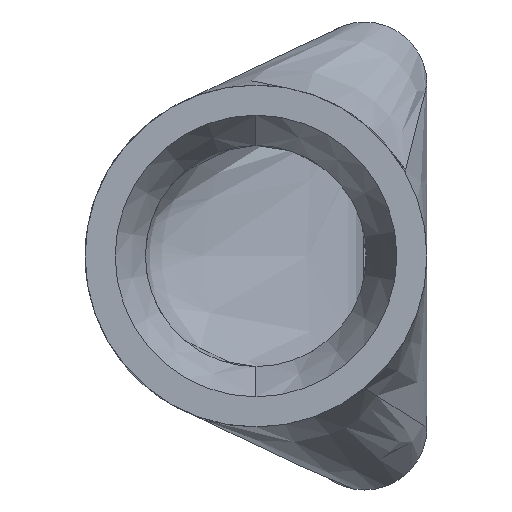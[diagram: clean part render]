
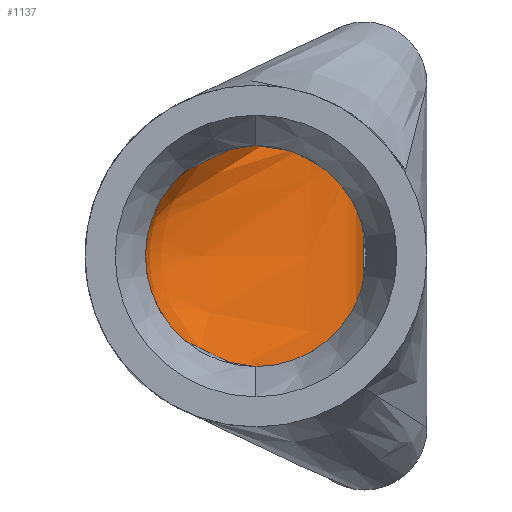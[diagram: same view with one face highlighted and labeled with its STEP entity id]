
A CAD part, left-side view. The second image highlights one B-rep face of the part: STEP entity #1137.
In plain terms, the highlighted free-form (B-spline) face has degree [3, 3] with [9, 4] control points.
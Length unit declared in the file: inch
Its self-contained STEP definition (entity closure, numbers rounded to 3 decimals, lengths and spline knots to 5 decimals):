
#2 = EDGE_CURVE ( 'NONE', #434, #191, #992, .T. ) ;
#20 = CARTESIAN_POINT ( 'NONE',  ( 1.4048, 0.1275, 0.3151 ) ) ;
#32 = CARTESIAN_POINT ( 'NONE',  ( 1.09375, 0.48488, -0.16968 ) ) ;
#40 = CARTESIAN_POINT ( 'NONE',  ( 1.5, 0.1275, 0.14323 ) ) ;
#41 = CARTESIAN_POINT ( 'NONE',  ( 1.5, 0.1275, -0.3151 ) ) ;
#52 = ORIENTED_EDGE ( 'NONE', *, *, #231, .F. ) ;
#61 = VERTEX_POINT ( 'NONE', #256 ) ;
#89 = EDGE_LOOP ( 'NONE', ( #750, #288, #476, #52 ) ) ;
#103 = CARTESIAN_POINT ( 'NONE',  ( 1.09375, 0.57128, 0.00001 ) ) ;
#117 = CARTESIAN_POINT ( 'NONE',  ( 1.09375, 0.55313, -0.0808 ) ) ;
#125 = CARTESIAN_POINT ( 'NONE',  ( 1.5, 0.1275, 0.14323 ) ) ;
#129 = CARTESIAN_POINT ( 'NONE',  ( 1.5, 0.1275, -0.34375 ) ) ;
#132 = B_SPLINE_CURVE_WITH_KNOTS ( 'NONE', 3,
 ( #129, #506, #866, #512, #607, #40, #415, #780, #872 ),
 .UNSPECIFIED., .F., .F.,
 ( 4, 1, 1, 1, 1, 1, 4 ),
 ( 0., 0.125, 0.25, 0.5, 0.75, 0.875, 1. ),
 .UNSPECIFIED. ) ;
#143 = CARTESIAN_POINT ( 'NONE',  ( 1.09375, 0.48488, -0.16969 ) ) ;
#191 = VERTEX_POINT ( 'NONE', #367 ) ;
#199 = CARTESIAN_POINT ( 'NONE',  ( 1.09375, 0.55314, 0.08078 ) ) ;
#202 = CARTESIAN_POINT ( 'NONE',  ( 1.09375, 0.51984, 0.13554 ) ) ;
#215 = CARTESIAN_POINT ( 'NONE',  ( 1.09375, 0.55314, 0.08078 ) ) ;
#231 = EDGE_CURVE ( 'NONE', #61, #406, #346, .T. ) ;
#233 = CARTESIAN_POINT ( 'NONE',  ( 1.5, 0.1275, 0.34375 ) ) ;
#242 = CARTESIAN_POINT ( 'NONE',  ( 1.09375, 0.51984, -0.13553 ) ) ;
#256 = CARTESIAN_POINT ( 'NONE',  ( 1.09375, 0.48488, 0.16969 ) ) ;
#288 = ORIENTED_EDGE ( 'NONE', *, *, #2, .T. ) ;
#298 = CARTESIAN_POINT ( 'NONE',  ( 1.09375, 0.49742, 0.15916 ) ) ;
#301 = CARTESIAN_POINT ( 'NONE',  ( 1.18895, 0.49742, -0.15916 ) ) ;
#303 = CARTESIAN_POINT ( 'NONE',  ( 1.40527, 0.1275, 0.34375 ) ) ;
#305 = CARTESIAN_POINT ( 'NONE',  ( 1.09375, 0.51984, -0.13553 ) ) ;
#319 = CARTESIAN_POINT ( 'NONE',  ( 1.09375, 0.57128, 0.00001 ) ) ;
#335 = B_SPLINE_CURVE_WITH_KNOTS ( 'NONE', 3,
 ( #1140, #500, #1129, #199, #103, #582, #305, #842, #388 ),
 .UNSPECIFIED., .F., .F.,
 ( 4, 1, 1, 1, 1, 1, 4 ),
 ( 0., 0.125, 0.25, 0.5, 0.75, 0.875, 1. ),
 .UNSPECIFIED. ) ;
#346 = B_SPLINE_CURVE_WITH_KNOTS ( 'NONE', 3,
 ( #450, #1105, #558, #564 ),
 .UNSPECIFIED., .F., .F.,
 ( 4, 4 ),
 ( 0., 1. ),
 .UNSPECIFIED. ) ;
#367 = CARTESIAN_POINT ( 'NONE',  ( 1.5, 0.1275, -0.34375 ) ) ;
#388 = CARTESIAN_POINT ( 'NONE',  ( 1.09375, 0.48488, -0.16969 ) ) ;
#404 = CARTESIAN_POINT ( 'NONE',  ( 1.18988, 0.51984, 0.13554 ) ) ;
#406 = VERTEX_POINT ( 'NONE', #233 ) ;
#412 = CARTESIAN_POINT ( 'NONE',  ( 1.09375, 0.48488, 0.16968 ) ) ;
#414 = CARTESIAN_POINT ( 'NONE',  ( 1.18848, 0.48488, -0.16968 ) ) ;
#415 = CARTESIAN_POINT ( 'NONE',  ( 1.5, 0.1275, 0.25781 ) ) ;
#419 = CARTESIAN_POINT ( 'NONE',  ( 1.18895, 0.49742, 0.15916 ) ) ;
#423 = CARTESIAN_POINT ( 'NONE',  ( 1.4016, 0.1275, -0.14323 ) ) ;
#434 = VERTEX_POINT ( 'NONE', #516 ) ;
#439 = CARTESIAN_POINT ( 'NONE',  ( 1.5, 0.1275, -0.34375 ) ) ;
#450 = CARTESIAN_POINT ( 'NONE',  ( 1.09375, 0.48488, 0.16969 ) ) ;
#476 = ORIENTED_EDGE ( 'NONE', *, *, #863, .T. ) ;
#500 = CARTESIAN_POINT ( 'NONE',  ( 1.09375, 0.49742, 0.15916 ) ) ;
#506 = CARTESIAN_POINT ( 'NONE',  ( 1.5, 0.1275, -0.3151 ) ) ;
#507 = CARTESIAN_POINT ( 'NONE',  ( 1.18988, 0.51984, -0.13553 ) ) ;
#512 = CARTESIAN_POINT ( 'NONE',  ( 1.5, 0.1275, -0.14323 ) ) ;
#513 = CARTESIAN_POINT ( 'NONE',  ( 1.5, 0.1275, -0.14323 ) ) ;
#516 = CARTESIAN_POINT ( 'NONE',  ( 1.09375, 0.48488, -0.16969 ) ) ;
#519 = CARTESIAN_POINT ( 'NONE',  ( 1.40387, 0.1275, -0.25781 ) ) ;
#558 = CARTESIAN_POINT ( 'NONE',  ( 1.40527, 0.1275, 0.34375 ) ) ;
#564 = CARTESIAN_POINT ( 'NONE',  ( 1.5, 0.1275, 0.34375 ) ) ;
#582 = CARTESIAN_POINT ( 'NONE',  ( 1.09375, 0.55313, -0.0808 ) ) ;
#601 = CARTESIAN_POINT ( 'NONE',  ( 1.19215, 0.55313, -0.0808 ) ) ;
#607 = CARTESIAN_POINT ( 'NONE',  ( 1.5, 0.1275, 0. ) ) ;
#608 = CARTESIAN_POINT ( 'NONE',  ( 1.40527, 0.1275, -0.34375 ) ) ;
#664 = CARTESIAN_POINT ( 'NONE',  ( 1.5, 0.1275, 0.25781 ) ) ;
#669 = CARTESIAN_POINT ( 'NONE',  ( 1.19379, 0.57128, 0.00001 ) ) ;
#682 = CARTESIAN_POINT ( 'NONE',  ( 1.18848, 0.48488, -0.16968 ) ) ;
#685 = CARTESIAN_POINT ( 'NONE',  ( 1.5, 0.1275, 0.34375 ) ) ;
#693 = CARTESIAN_POINT ( 'NONE',  ( 1.19215, 0.55314, 0.08078 ) ) ;
#739 = EDGE_CURVE ( 'NONE', #61, #434, #335, .T. ) ;
#750 = ORIENTED_EDGE ( 'NONE', *, *, #739, .T. ) ;
#762 = CARTESIAN_POINT ( 'NONE',  ( 1.5, 0.1275, 0.3151 ) ) ;
#777 = CARTESIAN_POINT ( 'NONE',  ( 1.40527, 0.1275, -0.34375 ) ) ;
#780 = CARTESIAN_POINT ( 'NONE',  ( 1.5, 0.1275, 0.3151 ) ) ;
#842 = CARTESIAN_POINT ( 'NONE',  ( 1.09375, 0.49742, -0.15916 ) ) ;
#863 = EDGE_CURVE ( 'NONE', #191, #406, #132, .T. ) ;
#866 = CARTESIAN_POINT ( 'NONE',  ( 1.5, 0.1275, -0.25781 ) ) ;
#867 = CARTESIAN_POINT ( 'NONE',  ( 1.5, 0.1275, -0.25781 ) ) ;
#872 = CARTESIAN_POINT ( 'NONE',  ( 1.5, 0.1275, 0.34375 ) ) ;
#879 = CARTESIAN_POINT ( 'NONE',  ( 1.09375, 0.49742, -0.15916 ) ) ;
#906 = B_SPLINE_SURFACE_WITH_KNOTS ( 'NONE', 3, 3, ( 
 ( #32, #682, #608, #952 ),
 ( #879, #301, #1047, #41 ),
 ( #242, #507, #519, #867 ),
 ( #117, #601, #423, #513 ),
 ( #319, #669, #1157, #978 ),
 ( #215, #693, #1143, #125 ),
 ( #202, #404, #1132, #664 ),
 ( #298, #419, #20, #762 ),
 ( #412, #1043, #303, #685 ) ),
 .UNSPECIFIED., .F., .F., .F.,
 ( 4, 1, 1, 1, 1, 1, 4 ),
 ( 4, 4 ),
 ( 0., 0.125, 0.25, 0.5, 0.75, 0.875, 1. ),
 ( 0., 1. ),
 .UNSPECIFIED. ) ;
#952 = CARTESIAN_POINT ( 'NONE',  ( 1.5, 0.1275, -0.34375 ) ) ;
#978 = CARTESIAN_POINT ( 'NONE',  ( 1.5, 0.1275, 0. ) ) ;
#992 = B_SPLINE_CURVE_WITH_KNOTS ( 'NONE', 3,
 ( #143, #414, #777, #439 ),
 .UNSPECIFIED., .F., .F.,
 ( 4, 4 ),
 ( 0., 1. ),
 .UNSPECIFIED. ) ;
#1043 = CARTESIAN_POINT ( 'NONE',  ( 1.18848, 0.48488, 0.16968 ) ) ;
#1047 = CARTESIAN_POINT ( 'NONE',  ( 1.4048, 0.1275, -0.3151 ) ) ;
#1105 = CARTESIAN_POINT ( 'NONE',  ( 1.18848, 0.48488, 0.16968 ) ) ;
#1129 = CARTESIAN_POINT ( 'NONE',  ( 1.09375, 0.51984, 0.13554 ) ) ;
#1132 = CARTESIAN_POINT ( 'NONE',  ( 1.40387, 0.1275, 0.25781 ) ) ;
#1137 = ADVANCED_FACE ( 'NONE', ( #1141 ), #906, .F. ) ;
#1140 = CARTESIAN_POINT ( 'NONE',  ( 1.09375, 0.48488, 0.16969 ) ) ;
#1141 = FACE_OUTER_BOUND ( 'NONE', #89, .T. ) ;
#1143 = CARTESIAN_POINT ( 'NONE',  ( 1.4016, 0.1275, 0.14323 ) ) ;
#1157 = CARTESIAN_POINT ( 'NONE',  ( 1.39996, 0.1275, 0. ) ) ;
